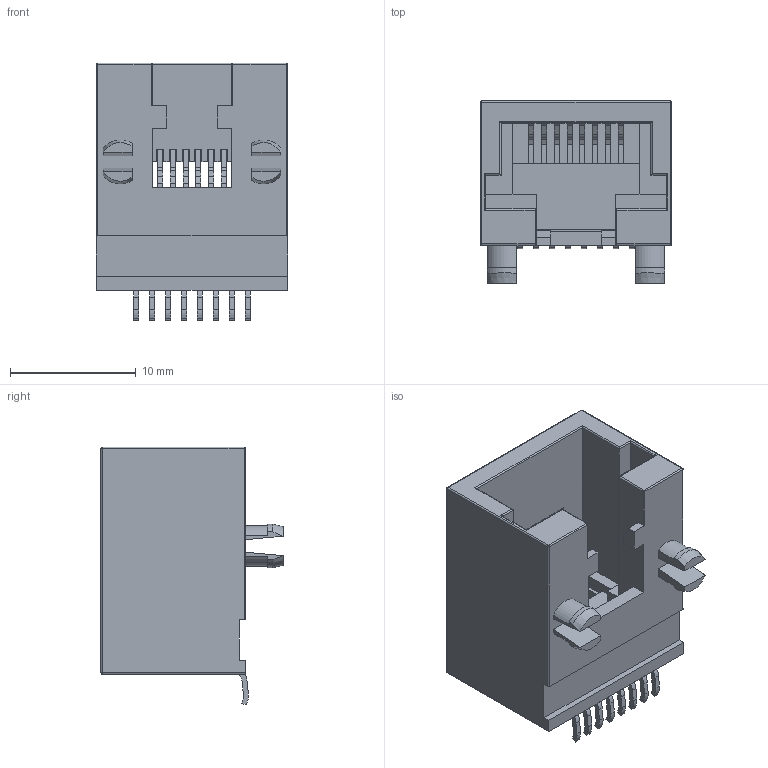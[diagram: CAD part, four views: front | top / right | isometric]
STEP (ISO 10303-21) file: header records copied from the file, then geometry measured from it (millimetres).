
FILE_DESCRIPTION(/* description */ (''),/* implementation_level */ '2;1');
FILE_NAME(/* name */ '0955016890.step',/* time_stamp */ '2022-02-27T20:48:57+01:00',/* author */ (''),/* organization */ (''),/* preprocessor_version */ 'ST-DEVELOPER v18.1',/* originating_system */ 'Autodesk Translation Framework v10.13.0.1454',/* authorisation */ '');
FILE_SCHEMA (('AUTOMOTIVE_DESIGN { 1 0 10303 214 3 1 1 }'));
Length unit declared in the file: millimetre
Products named in the file (1): (Unsaved)
Bounding box: 15.24 x 14.5 x 20.55 mm (x, y, z)
Volume: 1395.1 mm3; surface area: 2371.6 mm2
Topology: 1 solids, 1 shells, 503 faces, 1441 edges, 942 vertices
Faces by surface type: plane 356, cylinder 135, sphere 8, cone 4
Entity records: 16646 total; most frequent: CARTESIAN_POINT 2927, ORIENTED_EDGE 2882, DIRECTION 2709, EDGE_CURVE 1441, LINE 1165, VECTOR 1165, VERTEX_POINT 942, AXIS2_PLACEMENT_3D 772
